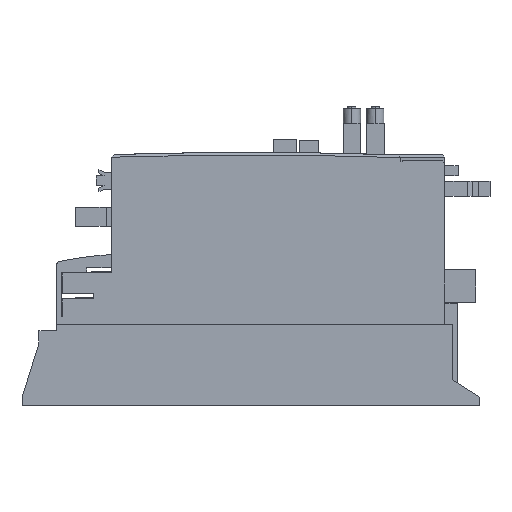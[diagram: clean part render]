
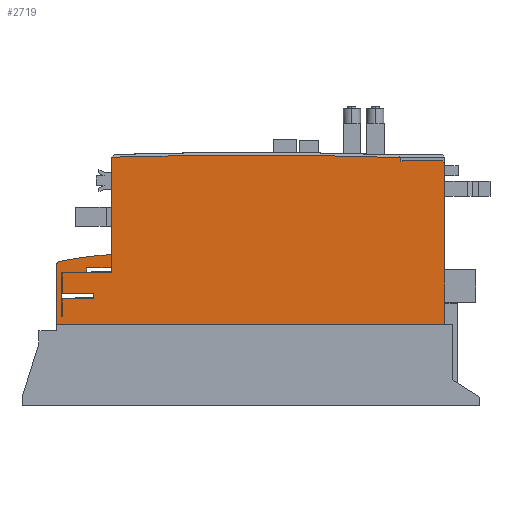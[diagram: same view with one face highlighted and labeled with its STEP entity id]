
A CAD part, left-side view. The second image highlights one B-rep face of the part: STEP entity #2719.
In plain terms, the highlighted planar face has unit normal (-1, 0, 0).
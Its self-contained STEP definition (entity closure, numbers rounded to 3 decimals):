
#2719=ADVANCED_FACE('RA79629668',(#3663),#18580,.T.);
#3663=FACE_OUTER_BOUND('',#17516,.T.);
#4607=CIRCLE('',#24250,3409.786);
#4608=CIRCLE('',#24251,300.);
#4609=CIRCLE('',#24252,3.);
#4890=ORIENTED_EDGE('',*,*,#9720,.T.);
#4891=ORIENTED_EDGE('',*,*,#9721,.T.);
#4892=ORIENTED_EDGE('',*,*,#9722,.T.);
#4893=ORIENTED_EDGE('',*,*,#9723,.T.);
#4894=ORIENTED_EDGE('',*,*,#9724,.F.);
#4895=ORIENTED_EDGE('',*,*,#9725,.T.);
#4896=ORIENTED_EDGE('',*,*,#9726,.T.);
#4897=ORIENTED_EDGE('',*,*,#9727,.T.);
#4898=ORIENTED_EDGE('',*,*,#9728,.T.);
#4899=ORIENTED_EDGE('',*,*,#9729,.T.);
#4900=ORIENTED_EDGE('',*,*,#9730,.T.);
#4901=ORIENTED_EDGE('',*,*,#9731,.T.);
#4902=ORIENTED_EDGE('',*,*,#9732,.T.);
#4903=ORIENTED_EDGE('',*,*,#9733,.T.);
#4904=ORIENTED_EDGE('',*,*,#9734,.T.);
#4905=ORIENTED_EDGE('',*,*,#9735,.T.);
#4906=ORIENTED_EDGE('',*,*,#9736,.T.);
#4907=ORIENTED_EDGE('',*,*,#9737,.T.);
#4908=ORIENTED_EDGE('',*,*,#9738,.T.);
#4909=ORIENTED_EDGE('',*,*,#9739,.T.);
#4910=ORIENTED_EDGE('',*,*,#9740,.T.);
#4911=ORIENTED_EDGE('',*,*,#9741,.F.);
#4912=ORIENTED_EDGE('',*,*,#9742,.F.);
#4913=ORIENTED_EDGE('',*,*,#9743,.T.);
#9720=EDGE_CURVE('239',#15917,#15918,#14026,.T.);
#9721=EDGE_CURVE('240',#15918,#15919,#14027,.T.);
#9722=EDGE_CURVE('241',#15919,#15920,#14028,.T.);
#9723=EDGE_CURVE('242',#15920,#15921,#14029,.T.);
#9724=EDGE_CURVE('243',#15922,#15921,#14030,.T.);
#9725=EDGE_CURVE('1030',#15922,#15923,#4607,.T.);
#9726=EDGE_CURVE('244',#15923,#15924,#14031,.T.);
#9727=EDGE_CURVE('245',#15924,#15925,#14032,.T.);
#9728=EDGE_CURVE('246',#15925,#15926,#14033,.T.);
#9729=EDGE_CURVE('247',#15926,#15927,#14034,.T.);
#9730=EDGE_CURVE('248',#15927,#15928,#14035,.T.);
#9731=EDGE_CURVE('249',#15928,#15929,#14036,.T.);
#9732=EDGE_CURVE('250',#15929,#15930,#14037,.T.);
#9733=EDGE_CURVE('251',#15930,#15931,#14038,.T.);
#9734=EDGE_CURVE('252',#15931,#15932,#14039,.T.);
#9735=EDGE_CURVE('253',#15932,#15933,#14040,.T.);
#9736=EDGE_CURVE('254',#15933,#15934,#14041,.T.);
#9737=EDGE_CURVE('255',#15934,#15935,#14042,.T.);
#9738=EDGE_CURVE('256',#15935,#15936,#14043,.T.);
#9739=EDGE_CURVE('1031',#15936,#15937,#4608,.T.);
#9740=EDGE_CURVE('1032',#15937,#15938,#4609,.T.);
#9741=EDGE_CURVE('257',#15939,#15938,#14044,.T.);
#9742=EDGE_CURVE('258',#15940,#15939,#14045,.T.);
#9743=EDGE_CURVE('259',#15940,#15917,#14046,.T.);
#12135=VECTOR('',#25472,2.828);
#12136=VECTOR('',#25473,32.);
#12137=VECTOR('',#25471,0.6);
#12138=VECTOR('',#25473,1.);
#12139=VECTOR('',#25474,3.205);
#12140=VECTOR('',#25471,92.109);
#12141=VECTOR('',#25473,39.5);
#12142=VECTOR('',#25471,16.7);
#12143=VECTOR('',#25476,25.);
#12144=VECTOR('',#25471,4.);
#12145=VECTOR('',#25473,25.);
#12146=VECTOR('',#25471,14.15);
#12147=VECTOR('',#25473,0.5);
#12148=VECTOR('',#25468,35.35);
#12149=VECTOR('',#25476,20.);
#12150=VECTOR('',#25468,3.5);
#12151=VECTOR('',#25476,19.5);
#12152=VECTOR('',#25468,10.65);
#12153=VECTOR('',#25468,47.063);
#12154=VECTOR('',#25473,309.);
#12155=VECTOR('',#25468,128.05);
#14026=LINE('',#19398,#12135);
#14027=LINE('',#19399,#12136);
#14028=LINE('',#19400,#12137);
#14029=LINE('',#19401,#12138);
#14030=LINE('',#19403,#12139);
#14031=LINE('',#19404,#12140);
#14032=LINE('',#19406,#12141);
#14033=LINE('',#19407,#12142);
#14034=LINE('',#19408,#12143);
#14035=LINE('',#19409,#12144);
#14036=LINE('',#19410,#12145);
#14037=LINE('',#19411,#12146);
#14038=LINE('',#19412,#12147);
#14039=LINE('',#19413,#12148);
#14040=LINE('',#19414,#12149);
#14041=LINE('',#19415,#12150);
#14042=LINE('',#19416,#12151);
#14043=LINE('',#19417,#12152);
#14044=LINE('',#19423,#12153);
#14045=LINE('',#19424,#12154);
#14046=LINE('',#19424,#12155);
#15917=VERTEX_POINT('229',#19398);
#15918=VERTEX_POINT('230',#19399);
#15919=VERTEX_POINT('231',#19400);
#15920=VERTEX_POINT('232',#19401);
#15921=VERTEX_POINT('233',#19402);
#15922=VERTEX_POINT('234',#19403);
#15923=VERTEX_POINT('235',#19404);
#15924=VERTEX_POINT('236',#19406);
#15925=VERTEX_POINT('237',#19407);
#15926=VERTEX_POINT('238',#19408);
#15927=VERTEX_POINT('239',#19409);
#15928=VERTEX_POINT('240',#19410);
#15929=VERTEX_POINT('241',#19411);
#15930=VERTEX_POINT('242',#19412);
#15931=VERTEX_POINT('243',#19413);
#15932=VERTEX_POINT('244',#19414);
#15933=VERTEX_POINT('245',#19415);
#15934=VERTEX_POINT('246',#19416);
#15935=VERTEX_POINT('247',#19417);
#15936=VERTEX_POINT('248',#19418);
#15937=VERTEX_POINT('249',#19419);
#15938=VERTEX_POINT('250',#19421);
#15939=VERTEX_POINT('251',#19423);
#15940=VERTEX_POINT('252',#19424);
#17516=EDGE_LOOP('',(#4890,#4891,#4892,#4893,#4894,#4895,#4896,#4897,#4898,#4899,#4900,#4901,#4902,#4903,#4904,#4905,#4906,#4907,#4908,#4909,#4910,#4911,#4912,#4913));
#18580=PLANE('',#24249);
#19397=CARTESIAN_POINT('',(0.,0.5,200.323));
#19398=CARTESIAN_POINT('',(0.,-309.,193.05));
#19399=CARTESIAN_POINT('',(0.,-307.,195.05));
#19400=CARTESIAN_POINT('',(0.,-275.,195.05));
#19401=CARTESIAN_POINT('',(0.,-275.,194.45));
#19402=CARTESIAN_POINT('',(0.,-274.,194.45));
#19403=CARTESIAN_POINT('',(0.,-274.,197.655));
#19404=CARTESIAN_POINT('',(0.,-44.,197.959));
#19405=CARTESIAN_POINT('',(0.,-154.5,-3210.036));
#19406=CARTESIAN_POINT('',(0.,-44.,105.85));
#19407=CARTESIAN_POINT('',(0.,-4.5,105.85));
#19408=CARTESIAN_POINT('',(0.,-4.5,89.15));
#19409=CARTESIAN_POINT('',(0.,-29.5,89.15));
#19410=CARTESIAN_POINT('',(0.,-29.5,85.15));
#19411=CARTESIAN_POINT('',(0.,-4.5,85.15));
#19412=CARTESIAN_POINT('',(0.,-4.5,71.));
#19413=CARTESIAN_POINT('',(0.,-4.,71.));
#19414=CARTESIAN_POINT('',(0.,-4.,106.35));
#19415=CARTESIAN_POINT('',(0.,-24.,106.35));
#19416=CARTESIAN_POINT('',(0.,-24.,109.85));
#19417=CARTESIAN_POINT('',(0.,-43.5,109.85));
#19418=CARTESIAN_POINT('',(0.,-43.5,120.5));
#19419=CARTESIAN_POINT('',(0.,-2.398,115.002));
#19420=CARTESIAN_POINT('',(0.,-62.631,-178.889));
#19421=CARTESIAN_POINT('',(0.,0.,112.063));
#19422=CARTESIAN_POINT('',(0.,-3.,112.063));
#19423=CARTESIAN_POINT('',(0.,0.,65.));
#19424=CARTESIAN_POINT('',(0.,-309.,65.));
#24249=AXIS2_PLACEMENT_3D('',#19397,#25470,#25471);
#24250=AXIS2_PLACEMENT_3D('',#19405,#25470,#25475);
#24251=AXIS2_PLACEMENT_3D('',#19420,#25470,#25477);
#24252=AXIS2_PLACEMENT_3D('',#19422,#25470,#25478);
#25468=DIRECTION('',(0.,0.,1.));
#25470=DIRECTION('',(-1.,0.,0.));
#25471=DIRECTION('',(0.,0.,-1.));
#25472=DIRECTION('',(0.,0.707,0.707));
#25473=DIRECTION('',(0.,1.,0.));
#25474=DIRECTION('',(0.,0.,-1.));
#25475=DIRECTION('',(0.,-0.035,0.999));
#25476=DIRECTION('',(0.,-1.,0.));
#25477=DIRECTION('',(0.,0.064,0.998));
#25478=DIRECTION('',(0.,0.201,0.98));
